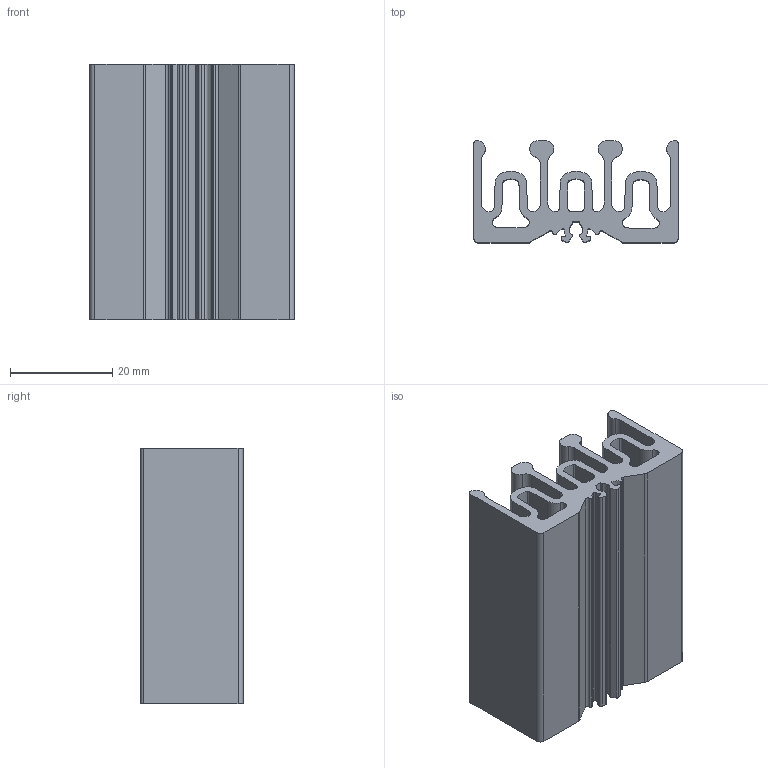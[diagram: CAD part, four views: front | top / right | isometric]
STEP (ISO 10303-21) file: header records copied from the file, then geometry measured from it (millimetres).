
FILE_DESCRIPTION(('FreeCAD Model'),'2;1');
FILE_NAME('Open CASCADE Shape Model','2026-04-22T15:21:10',(''),(''), 'Open CASCADE STEP processor 7.6','FreeCAD','Unknown');
FILE_SCHEMA(('AUTOMOTIVE_DESIGN { 1 0 10303 214 1 1 1 1 }'));
Length unit declared in the file: millimetre
Products named in the file (1): STI8-PPCB
Bounding box: 40 x 20 x 50 mm (x, y, z)
Volume: 18045.7 mm3; surface area: 17527.4 mm2
Topology: 1 solids, 1 shells, 134 faces, 396 edges, 264 vertices
Faces by surface type: cylinder 82, plane 52
Entity records: 4577 total; most frequent: DIRECTION 830, CARTESIAN_POINT 795, ORIENTED_EDGE 792, EDGE_CURVE 396, AXIS2_PLACEMENT_3D 299, VERTEX_POINT 264, LINE 232, VECTOR 232
